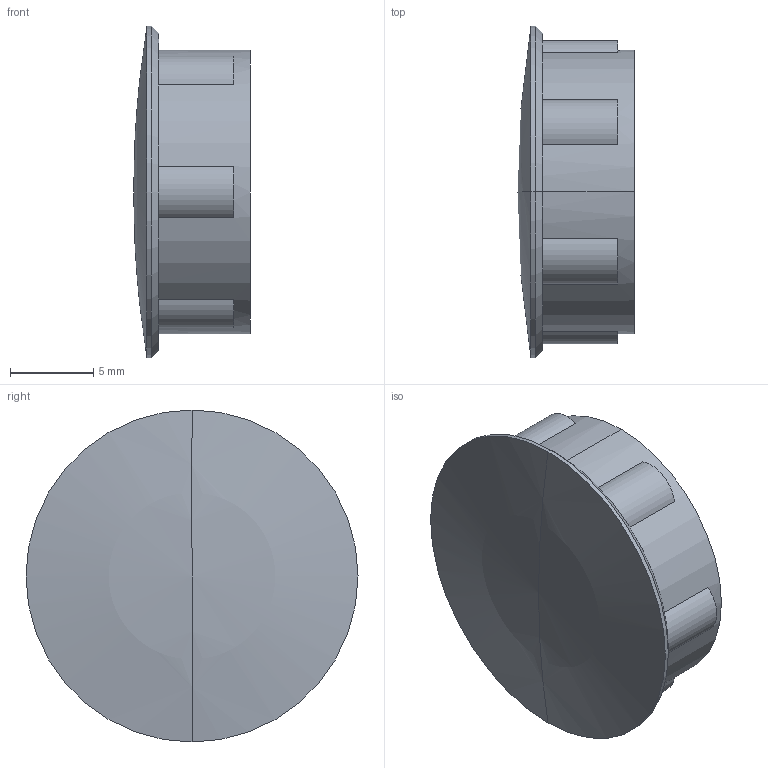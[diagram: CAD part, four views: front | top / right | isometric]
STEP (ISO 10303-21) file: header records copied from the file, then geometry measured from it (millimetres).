
FILE_DESCRIPTION(('STEP AP214'),'1');
FILE_NAME('cctmp_05AFF119-E9C1-49F1-8DF4-23EA6E3F16D2_2022_03_25_14_35_35_0712..stp','2022-03-25T13:35:35',('Bosch Rexroth AG'),('CADClick - www.CADClick.com'),'Spatial InterOp 3D',' ','unknown authorization - (Healing Option Enabled)');
FILE_SCHEMA(('AUTOMOTIVE_DESIGN'));
Length unit declared in the file: millimetre
Products named in the file (1): 2022_03_25_14_35_35_0712
Bounding box: 7 x 19.9 x 19.9 mm (x, y, z)
Volume: 555.5 mm3; surface area: 1233.4 mm2
Topology: 1 solids, 1 shells, 25 faces, 62 edges, 39 vertices
Faces by surface type: cylinder 12, plane 9, sphere 2, cone 2
Entity records: 966 total; most frequent: DIRECTION 152, CARTESIAN_POINT 125, ORIENTED_EDGE 120, AXIS2_PLACEMENT_3D 66, EDGE_CURVE 60, CIRCLE 40, VERTEX_POINT 39, EDGE_LOOP 27
